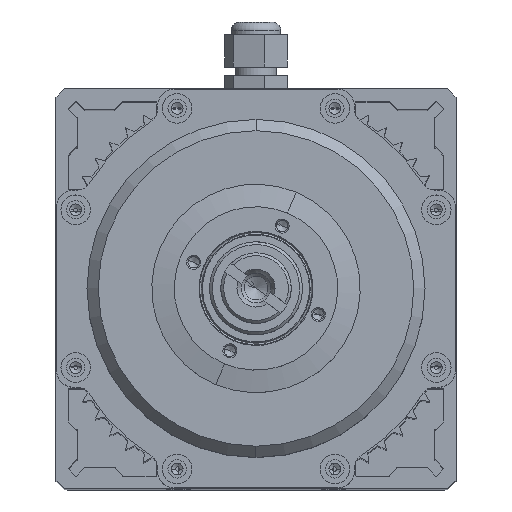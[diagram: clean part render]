
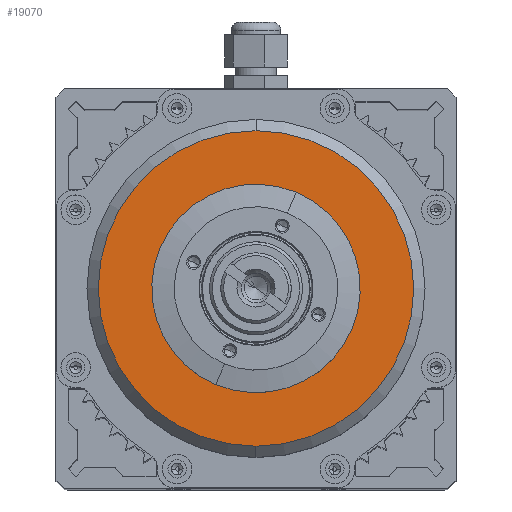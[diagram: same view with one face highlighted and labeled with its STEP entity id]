
A CAD part, top view. The second image highlights one B-rep face of the part: STEP entity #19070.
In plain terms, the highlighted planar face has unit normal (0, 0, 1).
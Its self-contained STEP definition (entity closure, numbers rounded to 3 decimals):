
#483 = DIRECTION ( 'NONE',  ( 0., 0., 1. ) ) ;
#607 = ORIENTED_EDGE ( 'NONE', *, *, #12811, .T. ) ;
#939 = EDGE_CURVE ( 'NONE', #12784, #8025, #5699, .T. ) ;
#1867 = VERTEX_POINT ( 'NONE', #14287 ) ;
#1975 = EDGE_CURVE ( 'NONE', #13092, #1867, #2763, .T. ) ;
#2763 = CIRCLE ( 'NONE', #4680, 56. ) ;
#3324 = EDGE_CURVE ( 'NONE', #1867, #13092, #12285, .T. ) ;
#3471 = DIRECTION ( 'NONE',  ( 1., 0., 0. ) ) ;
#3962 = DIRECTION ( 'NONE',  ( -1., 0., 0. ) ) ;
#4023 = EDGE_LOOP ( 'NONE', ( #14160, #607 ) ) ;
#4680 = AXIS2_PLACEMENT_3D ( 'NONE', #8487, #17982, #16085 ) ;
#4871 = ORIENTED_EDGE ( 'NONE', *, *, #3324, .F. ) ;
#4887 = DIRECTION ( 'NONE',  ( 0., 0., -1. ) ) ;
#5108 = DIRECTION ( 'NONE',  ( 0., 0., -1. ) ) ;
#5347 = CARTESIAN_POINT ( 'NONE',  ( 0., 0., 38. ) ) ;
#5699 = CIRCLE ( 'NONE', #15895, 31.25 ) ;
#6603 = CARTESIAN_POINT ( 'NONE',  ( -31.25, 0., 38. ) ) ;
#7332 = CARTESIAN_POINT ( 'NONE',  ( 31.25, 0., 38. ) ) ;
#7883 = CARTESIAN_POINT ( 'NONE',  ( 0., 0., 38. ) ) ;
#8025 = VERTEX_POINT ( 'NONE', #7332 ) ;
#8068 = CARTESIAN_POINT ( 'NONE',  ( 0., 56., 38. ) ) ;
#8204 = CARTESIAN_POINT ( 'NONE',  ( 0., 0., 38. ) ) ;
#8264 = AXIS2_PLACEMENT_3D ( 'NONE', #8068, #483, #3471 ) ;
#8487 = CARTESIAN_POINT ( 'NONE',  ( 0., 0., 38. ) ) ;
#9102 = AXIS2_PLACEMENT_3D ( 'NONE', #7883, #4887, #15576 ) ;
#9385 = CIRCLE ( 'NONE', #14162, 31.25 ) ;
#10510 = CARTESIAN_POINT ( 'NONE',  ( 56., 0., 38. ) ) ;
#10977 = PLANE ( 'NONE',  #8264 ) ;
#11207 = DIRECTION ( 'NONE',  ( -1., 0., 0. ) ) ;
#12285 = CIRCLE ( 'NONE', #9102, 56. ) ;
#12475 = FACE_BOUND ( 'NONE', #4023, .T. ) ;
#12568 = ORIENTED_EDGE ( 'NONE', *, *, #1975, .F. ) ;
#12784 = VERTEX_POINT ( 'NONE', #6603 ) ;
#12811 = EDGE_CURVE ( 'NONE', #8025, #12784, #9385, .T. ) ;
#13092 = VERTEX_POINT ( 'NONE', #10510 ) ;
#14160 = ORIENTED_EDGE ( 'NONE', *, *, #939, .T. ) ;
#14162 = AXIS2_PLACEMENT_3D ( 'NONE', #8204, #5108, #11207 ) ;
#14287 = CARTESIAN_POINT ( 'NONE',  ( -56., 0., 38. ) ) ;
#15576 = DIRECTION ( 'NONE',  ( -1., 0., 0. ) ) ;
#15895 = AXIS2_PLACEMENT_3D ( 'NONE', #5347, #17743, #3962 ) ;
#16085 = DIRECTION ( 'NONE',  ( -1., 0., 0. ) ) ;
#17424 = EDGE_LOOP ( 'NONE', ( #4871, #12568 ) ) ;
#17743 = DIRECTION ( 'NONE',  ( 0., 0., -1. ) ) ;
#17982 = DIRECTION ( 'NONE',  ( 0., 0., -1. ) ) ;
#18554 = FACE_OUTER_BOUND ( 'NONE', #17424, .T. ) ;
#19070 = ADVANCED_FACE ( 'NONE', ( #12475, #18554 ), #10977, .T. ) ;
